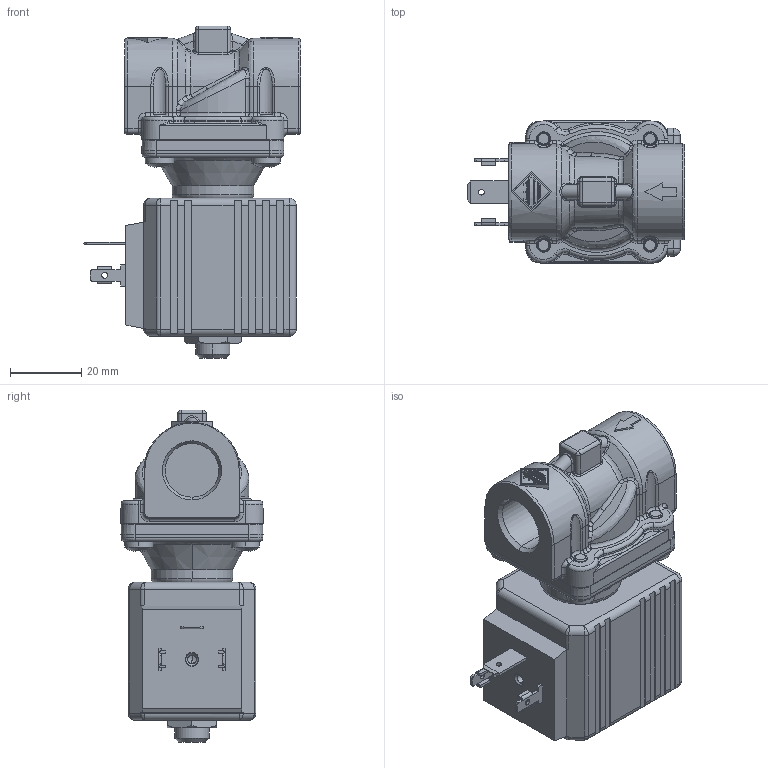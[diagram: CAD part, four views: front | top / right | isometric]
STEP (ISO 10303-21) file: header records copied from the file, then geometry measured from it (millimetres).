
FILE_DESCRIPTION((''),'2;1');
FILE_NAME('21H7KBEV120_UDA_INGOMBRO','2016-10-25T',('manzoniste'),('O.D.E.'),'CREO PARAMETRIC BY PTC INC, 2016130','CREO PARAMETRIC BY PTC INC, 2016130','');
FILE_SCHEMA(('CONFIG_CONTROL_DESIGN'));
Length unit declared in the file: millimetre
Products named in the file (1): 21H7KBEV120_UDA_INGOMBRO
Bounding box: 61.25 x 40 x 93.5 mm (x, y, z)
Volume: 66451.7 mm3; surface area: 51266.1 mm2
Topology: 1 solids, 13 shells, 1245 faces, 3264 edges, 2038 vertices
Faces by surface type: plane 691, cylinder 313, torus 80, cone 75, bspline 50, sphere 36
Entity records: 48016 total; most frequent: CARTESIAN_POINT 10080, ORIENTED_EDGE 6482, DIRECTION 6440, EDGE_CURVE 3262, AXIS2_PLACEMENT_3D 2218, VERTEX_POINT 2038, VECTOR 2004, LINE 2004
